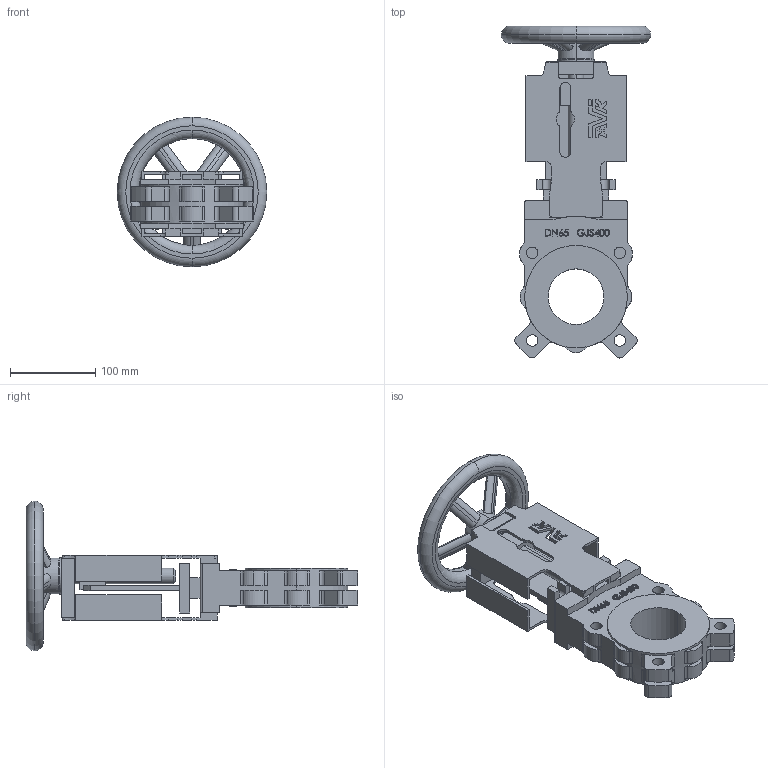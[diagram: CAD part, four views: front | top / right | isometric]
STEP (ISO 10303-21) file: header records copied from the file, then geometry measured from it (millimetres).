
FILE_DESCRIPTION (( 'STEP AP203' ), '1' );
FILE_NAME ('70206510034.STEP', '2017-03-22T14:21:01', ( '' ), ( '' ), 'SwSTEP 2.0', 'SolidWorks 2016', '' );
FILE_SCHEMA (( 'CONFIG_CONTROL_DESIGN' ));
Length unit declared in the file: millimetre
Products named in the file (1): 70206510034
Bounding box: 175 x 388.16 x 175 mm (x, y, z)
Volume: 1430860.3 mm3; surface area: 270984.2 mm2
Topology: 1 solids, 1 shells, 846 faces, 2422 edges, 1604 vertices
Faces by surface type: plane 397, cylinder 289, bspline 146, torus 12, cone 2
Entity records: 37010 total; most frequent: CARTESIAN_POINT 15383, ORIENTED_EDGE 4824, DIRECTION 4029, EDGE_CURVE 2412, VERTEX_POINT 1600, LINE 1429, VECTOR 1429, AXIS2_PLACEMENT_3D 1300
